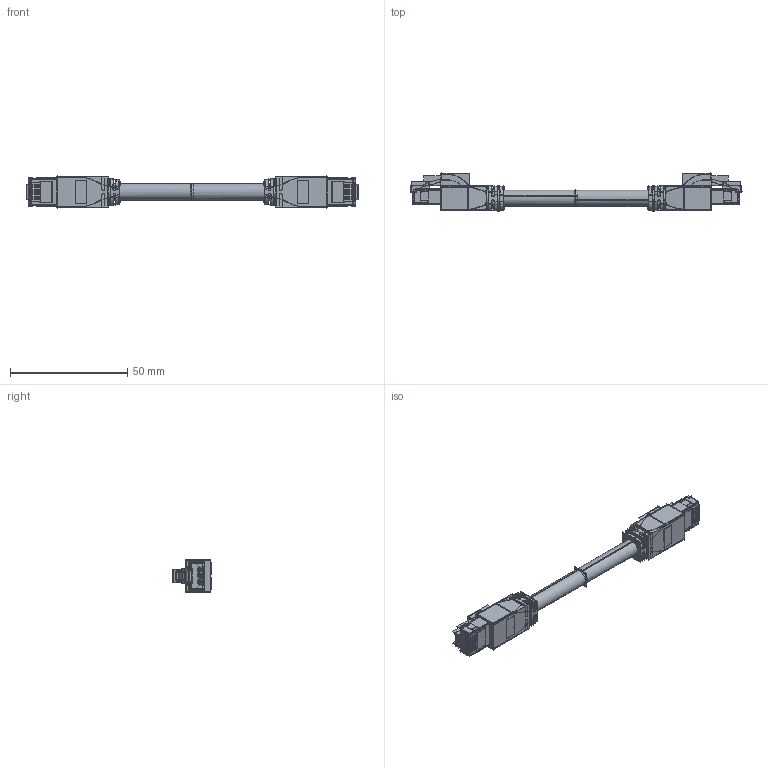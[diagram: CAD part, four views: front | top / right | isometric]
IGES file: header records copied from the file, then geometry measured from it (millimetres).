
Start section:  PTC IGES file: 244318_sm01.igs
Global section: file name: 244318_sm01.igs; native system: Creo Parametric by PTC Inc.; preprocessor: 2022414; author: banengservice; organization: Unknown; date: 20250917.082541; units: millimetre
Bounding box: 141.76 x 16.24 x 13.83 mm (x, y, z)
Volume: 21770.9 mm3; surface area: 65810.1 mm2
Topology: 5 solids, 11 shells, 3304 faces, 21682 edges, 30592 vertices
Faces by surface type: bspline 1956, revolution 1332, extrusion 16
